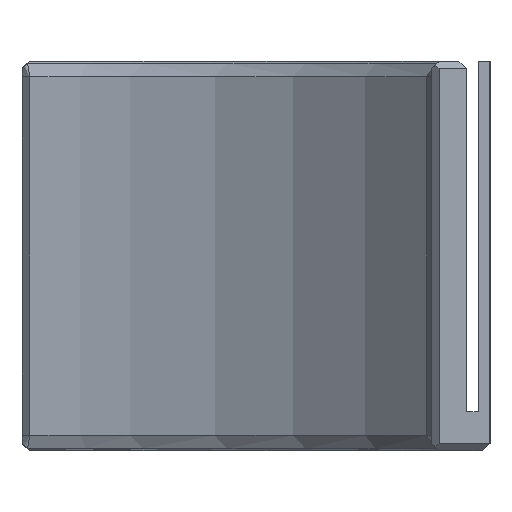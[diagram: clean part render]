
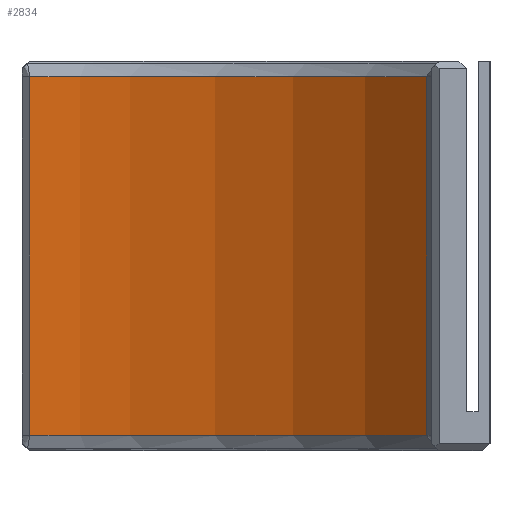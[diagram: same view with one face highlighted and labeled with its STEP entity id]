
A CAD part, left-side view. The second image highlights one B-rep face of the part: STEP entity #2834.
In plain terms, the highlighted cylindrical face has radius 67.625 mm (diameter 135.25 mm), a partial arc.
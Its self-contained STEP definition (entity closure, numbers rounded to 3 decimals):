
#1414 = VERTEX_POINT('',#1415);
#1415 = CARTESIAN_POINT('',(-29.228,5.136,48.));
#1875 = VERTEX_POINT('',#1876);
#1876 = CARTESIAN_POINT('',(-5.007,56.,48.));
#1979 = EDGE_CURVE('',#1414,#1875,#1980,.T.);
#1980 = B_SPLINE_CURVE_WITH_KNOTS('',5,(#1981,#1982,#1983,#1984,#1985,
    #1986,#1987,#1988,#1989,#1990,#1991,#1992,#1993,#1994),
  .UNSPECIFIED.,.F.,.F.,(6,4,4,6),(-0.597,-0.249,
    60.108,60.703),.UNSPECIFIED.);
#1981 = CARTESIAN_POINT('',(-30.468,4.122,48.));
#1982 = CARTESIAN_POINT('',(-30.412,4.167,48.));
#1983 = CARTESIAN_POINT('',(-30.357,4.212,48.));
#1984 = CARTESIAN_POINT('',(-30.302,4.256,48.));
#1985 = CARTESIAN_POINT('',(-30.248,4.3,48.));
#1986 = CARTESIAN_POINT('',(-20.794,11.918,48.));
#1987 = CARTESIAN_POINT('',(-13.084,21.589,48.));
#1988 = CARTESIAN_POINT('',(-7.692,32.857,48.));
#1989 = CARTESIAN_POINT('',(-5.,44.929,48.));
#1990 = CARTESIAN_POINT('',(-5.,57.119,48.));
#1991 = CARTESIAN_POINT('',(-5.,57.239,48.));
#1992 = CARTESIAN_POINT('',(-5.,57.359,48.));
#1993 = CARTESIAN_POINT('',(-5.,57.48,48.));
#1994 = CARTESIAN_POINT('',(-5.,57.601,48.));
#2373 = VERTEX_POINT('',#2374);
#2374 = CARTESIAN_POINT('',(-29.228,5.136,2.));
#2380 = EDGE_CURVE('',#2373,#1414,#2381,.T.);
#2381 = LINE('',#2382,#2383);
#2382 = CARTESIAN_POINT('',(-29.228,5.136,1.));
#2383 = VECTOR('',#2384,1.);
#2384 = DIRECTION('',(0.,0.,1.));
#2674 = VERTEX_POINT('',#2675);
#2675 = CARTESIAN_POINT('',(-5.007,56.,2.));
#2780 = EDGE_CURVE('',#2674,#1875,#2781,.T.);
#2781 = LINE('',#2782,#2783);
#2782 = CARTESIAN_POINT('',(-5.007,56.,1.));
#2783 = VECTOR('',#2784,1.);
#2784 = DIRECTION('',(0.,0.,1.));
#2834 = ADVANCED_FACE('',(#2835),#2857,.F.);
#2835 = FACE_BOUND('',#2836,.T.);
#2836 = EDGE_LOOP('',(#2837,#2838,#2839,#2840));
#2837 = ORIENTED_EDGE('',*,*,#2380,.T.);
#2838 = ORIENTED_EDGE('',*,*,#1979,.T.);
#2839 = ORIENTED_EDGE('',*,*,#2780,.F.);
#2840 = ORIENTED_EDGE('',*,*,#2841,.F.);
#2841 = EDGE_CURVE('',#2373,#2674,#2842,.T.);
#2842 = B_SPLINE_CURVE_WITH_KNOTS('',5,(#2843,#2844,#2845,#2846,#2847,
    #2848,#2849,#2850,#2851,#2852,#2853,#2854,#2855,#2856),
  .UNSPECIFIED.,.F.,.F.,(6,4,4,6),(-0.597,-0.249,
    60.108,60.703),.UNSPECIFIED.);
#2843 = CARTESIAN_POINT('',(-30.468,4.122,2.));
#2844 = CARTESIAN_POINT('',(-30.412,4.167,2.));
#2845 = CARTESIAN_POINT('',(-30.357,4.212,2.));
#2846 = CARTESIAN_POINT('',(-30.302,4.256,2.));
#2847 = CARTESIAN_POINT('',(-30.248,4.3,2.));
#2848 = CARTESIAN_POINT('',(-20.794,11.918,2.));
#2849 = CARTESIAN_POINT('',(-13.084,21.589,2.));
#2850 = CARTESIAN_POINT('',(-7.692,32.857,2.));
#2851 = CARTESIAN_POINT('',(-5.,44.929,2.));
#2852 = CARTESIAN_POINT('',(-5.,57.119,2.));
#2853 = CARTESIAN_POINT('',(-5.,57.239,2.));
#2854 = CARTESIAN_POINT('',(-5.,57.359,2.));
#2855 = CARTESIAN_POINT('',(-5.,57.48,2.));
#2856 = CARTESIAN_POINT('',(-5.,57.601,2.));
#2857 = CYLINDRICAL_SURFACE('',#2858,67.625);
#2858 = AXIS2_PLACEMENT_3D('',#2859,#2860,#2861);
#2859 = CARTESIAN_POINT('',(-72.625,57.,0.));
#2860 = DIRECTION('',(-0.,-0.,-1.));
#2861 = DIRECTION('',(1.,0.,0.));
